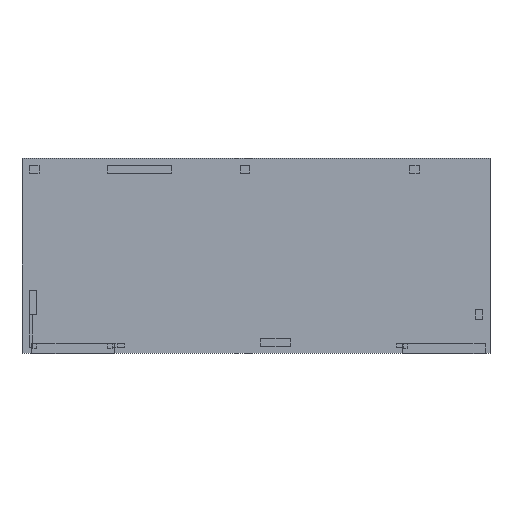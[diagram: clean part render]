
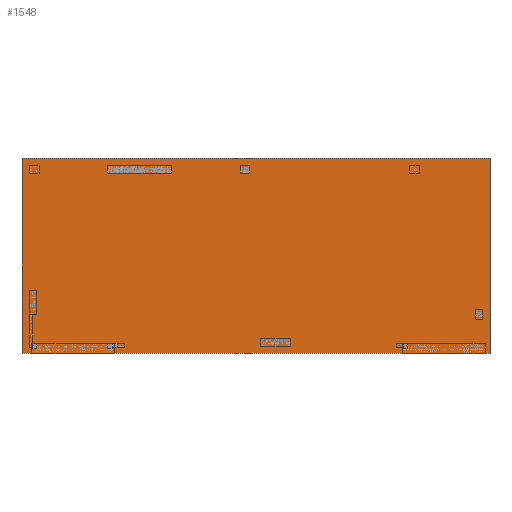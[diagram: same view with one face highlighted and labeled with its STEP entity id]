
A CAD part, top view. The second image highlights one B-rep face of the part: STEP entity #1548.
In plain terms, the highlighted planar face has unit normal (0, 0, 1).
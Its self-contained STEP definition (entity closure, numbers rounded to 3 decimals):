
#1234 = VERTEX_POINT('',#1235);
#1235 = CARTESIAN_POINT('',(-48.,20.,1.));
#1242 = PLANE('',#1243);
#1243 = AXIS2_PLACEMENT_3D('',#1244,#1245,#1246);
#1244 = CARTESIAN_POINT('',(-48.,20.,0.));
#1245 = DIRECTION('',(0.,1.,0.));
#1246 = DIRECTION('',(1.,0.,0.));
#1254 = PLANE('',#1255);
#1255 = AXIS2_PLACEMENT_3D('',#1256,#1257,#1258);
#1256 = CARTESIAN_POINT('',(-48.,-20.,0.));
#1257 = DIRECTION('',(-1.,0.,0.));
#1258 = DIRECTION('',(0.,1.,0.));
#1266 = EDGE_CURVE('',#1234,#1267,#1269,.T.);
#1267 = VERTEX_POINT('',#1268);
#1268 = CARTESIAN_POINT('',(48.,20.,1.));
#1269 = SURFACE_CURVE('',#1270,(#1274,#1281),.PCURVE_S1.);
#1270 = LINE('',#1271,#1272);
#1271 = CARTESIAN_POINT('',(-48.,20.,1.));
#1272 = VECTOR('',#1273,1.);
#1273 = DIRECTION('',(1.,0.,0.));
#1274 = PCURVE('',#1242,#1275);
#1275 = DEFINITIONAL_REPRESENTATION('',(#1276),#1280);
#1276 = LINE('',#1277,#1278);
#1277 = CARTESIAN_POINT('',(0.,-1.));
#1278 = VECTOR('',#1279,1.);
#1279 = DIRECTION('',(1.,0.));
#1280 = ( GEOMETRIC_REPRESENTATION_CONTEXT(2) 
PARAMETRIC_REPRESENTATION_CONTEXT() REPRESENTATION_CONTEXT('2D SPACE',''
  ) );
#1281 = PCURVE('',#1282,#1287);
#1282 = PLANE('',#1283);
#1283 = AXIS2_PLACEMENT_3D('',#1284,#1285,#1286);
#1284 = CARTESIAN_POINT('',(-48.,20.,1.));
#1285 = DIRECTION('',(0.,0.,1.));
#1286 = DIRECTION('',(1.,0.,0.));
#1287 = DEFINITIONAL_REPRESENTATION('',(#1288),#1292);
#1288 = LINE('',#1289,#1290);
#1289 = CARTESIAN_POINT('',(0.,0.));
#1290 = VECTOR('',#1291,1.);
#1291 = DIRECTION('',(1.,0.));
#1292 = ( GEOMETRIC_REPRESENTATION_CONTEXT(2) 
PARAMETRIC_REPRESENTATION_CONTEXT() REPRESENTATION_CONTEXT('2D SPACE',''
  ) );
#1310 = PLANE('',#1311);
#1311 = AXIS2_PLACEMENT_3D('',#1312,#1313,#1314);
#1312 = CARTESIAN_POINT('',(48.,20.,0.));
#1313 = DIRECTION('',(1.,0.,0.));
#1314 = DIRECTION('',(0.,-1.,0.));
#1352 = EDGE_CURVE('',#1267,#1353,#1355,.T.);
#1353 = VERTEX_POINT('',#1354);
#1354 = CARTESIAN_POINT('',(48.,-20.,1.));
#1355 = SURFACE_CURVE('',#1356,(#1360,#1367),.PCURVE_S1.);
#1356 = LINE('',#1357,#1358);
#1357 = CARTESIAN_POINT('',(48.,20.,1.));
#1358 = VECTOR('',#1359,1.);
#1359 = DIRECTION('',(0.,-1.,0.));
#1360 = PCURVE('',#1310,#1361);
#1361 = DEFINITIONAL_REPRESENTATION('',(#1362),#1366);
#1362 = LINE('',#1363,#1364);
#1363 = CARTESIAN_POINT('',(0.,-1.));
#1364 = VECTOR('',#1365,1.);
#1365 = DIRECTION('',(1.,0.));
#1366 = ( GEOMETRIC_REPRESENTATION_CONTEXT(2) 
PARAMETRIC_REPRESENTATION_CONTEXT() REPRESENTATION_CONTEXT('2D SPACE',''
  ) );
#1367 = PCURVE('',#1282,#1368);
#1368 = DEFINITIONAL_REPRESENTATION('',(#1369),#1373);
#1369 = LINE('',#1370,#1371);
#1370 = CARTESIAN_POINT('',(96.,0.));
#1371 = VECTOR('',#1372,1.);
#1372 = DIRECTION('',(0.,-1.));
#1373 = ( GEOMETRIC_REPRESENTATION_CONTEXT(2) 
PARAMETRIC_REPRESENTATION_CONTEXT() REPRESENTATION_CONTEXT('2D SPACE',''
  ) );
#1391 = PLANE('',#1392);
#1392 = AXIS2_PLACEMENT_3D('',#1393,#1394,#1395);
#1393 = CARTESIAN_POINT('',(48.,-20.,0.));
#1394 = DIRECTION('',(0.,-1.,0.));
#1395 = DIRECTION('',(-1.,0.,0.));
#1428 = EDGE_CURVE('',#1353,#1429,#1431,.T.);
#1429 = VERTEX_POINT('',#1430);
#1430 = CARTESIAN_POINT('',(-48.,-20.,1.));
#1431 = SURFACE_CURVE('',#1432,(#1436,#1443),.PCURVE_S1.);
#1432 = LINE('',#1433,#1434);
#1433 = CARTESIAN_POINT('',(48.,-20.,1.));
#1434 = VECTOR('',#1435,1.);
#1435 = DIRECTION('',(-1.,0.,0.));
#1436 = PCURVE('',#1391,#1437);
#1437 = DEFINITIONAL_REPRESENTATION('',(#1438),#1442);
#1438 = LINE('',#1439,#1440);
#1439 = CARTESIAN_POINT('',(0.,-1.));
#1440 = VECTOR('',#1441,1.);
#1441 = DIRECTION('',(1.,0.));
#1442 = ( GEOMETRIC_REPRESENTATION_CONTEXT(2) 
PARAMETRIC_REPRESENTATION_CONTEXT() REPRESENTATION_CONTEXT('2D SPACE',''
  ) );
#1443 = PCURVE('',#1282,#1444);
#1444 = DEFINITIONAL_REPRESENTATION('',(#1445),#1449);
#1445 = LINE('',#1446,#1447);
#1446 = CARTESIAN_POINT('',(96.,-40.));
#1447 = VECTOR('',#1448,1.);
#1448 = DIRECTION('',(-1.,0.));
#1449 = ( GEOMETRIC_REPRESENTATION_CONTEXT(2) 
PARAMETRIC_REPRESENTATION_CONTEXT() REPRESENTATION_CONTEXT('2D SPACE',''
  ) );
#1499 = EDGE_CURVE('',#1429,#1234,#1500,.T.);
#1500 = SURFACE_CURVE('',#1501,(#1505,#1512),.PCURVE_S1.);
#1501 = LINE('',#1502,#1503);
#1502 = CARTESIAN_POINT('',(-48.,-20.,1.));
#1503 = VECTOR('',#1504,1.);
#1504 = DIRECTION('',(0.,1.,0.));
#1505 = PCURVE('',#1254,#1506);
#1506 = DEFINITIONAL_REPRESENTATION('',(#1507),#1511);
#1507 = LINE('',#1508,#1509);
#1508 = CARTESIAN_POINT('',(0.,-1.));
#1509 = VECTOR('',#1510,1.);
#1510 = DIRECTION('',(1.,0.));
#1511 = ( GEOMETRIC_REPRESENTATION_CONTEXT(2) 
PARAMETRIC_REPRESENTATION_CONTEXT() REPRESENTATION_CONTEXT('2D SPACE',''
  ) );
#1512 = PCURVE('',#1282,#1513);
#1513 = DEFINITIONAL_REPRESENTATION('',(#1514),#1518);
#1514 = LINE('',#1515,#1516);
#1515 = CARTESIAN_POINT('',(0.,-40.));
#1516 = VECTOR('',#1517,1.);
#1517 = DIRECTION('',(0.,1.));
#1518 = ( GEOMETRIC_REPRESENTATION_CONTEXT(2) 
PARAMETRIC_REPRESENTATION_CONTEXT() REPRESENTATION_CONTEXT('2D SPACE',''
  ) );
#1548 = ADVANCED_FACE('',(#1549),#1282,.T.);
#1549 = FACE_BOUND('',#1550,.F.);
#1550 = EDGE_LOOP('',(#1551,#1552,#1553,#1554));
#1551 = ORIENTED_EDGE('',*,*,#1266,.T.);
#1552 = ORIENTED_EDGE('',*,*,#1352,.T.);
#1553 = ORIENTED_EDGE('',*,*,#1428,.T.);
#1554 = ORIENTED_EDGE('',*,*,#1499,.T.);
